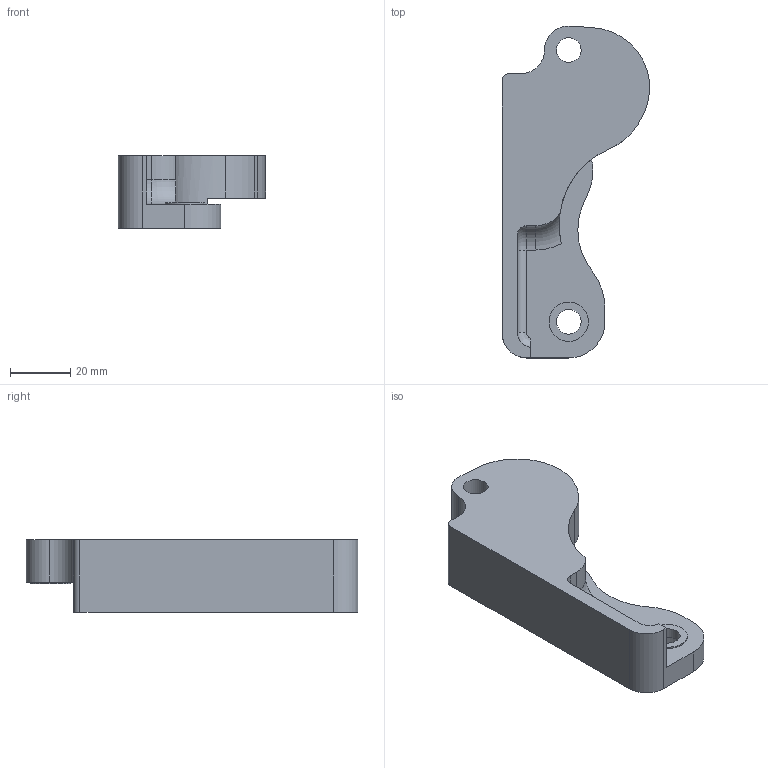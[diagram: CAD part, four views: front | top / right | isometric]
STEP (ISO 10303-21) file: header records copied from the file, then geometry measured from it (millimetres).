
FILE_DESCRIPTION(/* description */ (''),/* implementation_level */ '2;1');
FILE_NAME(/* name */ 'linkA.stp',/* time_stamp */ '2025-01-12T19:59:39-05:00',/* author */ ('derm'),/* organization */ (''),/* preprocessor_version */ 'ST-DEVELOPER v20',/* originating_system */ 'Autodesk Inventor 2025',/* authorisation */ '');
FILE_SCHEMA (('AUTOMOTIVE_DESIGN { 1 0 10303 214 3 1 1 }'));
Length unit declared in the file: millimetre
Products named in the file (1): linkA
Bounding box: 48.81 x 109.98 x 24 mm (x, y, z)
Volume: 52544.9 mm3; surface area: 13944.6 mm2
Topology: 1 solids, 1 shells, 45 faces, 116 edges, 76 vertices
Faces by surface type: cylinder 24, plane 18, torus 2, bspline 1
Full cylindrical faces by diameter (mm): 8.2 x2, 13.017 x1, 13.206 x1, 13.725 x1
Entity records: 1462 total; most frequent: CARTESIAN_POINT 266, DIRECTION 257, ORIENTED_EDGE 232, EDGE_CURVE 116, AXIS2_PLACEMENT_3D 98, VERTEX_POINT 76, LINE 61, VECTOR 61
